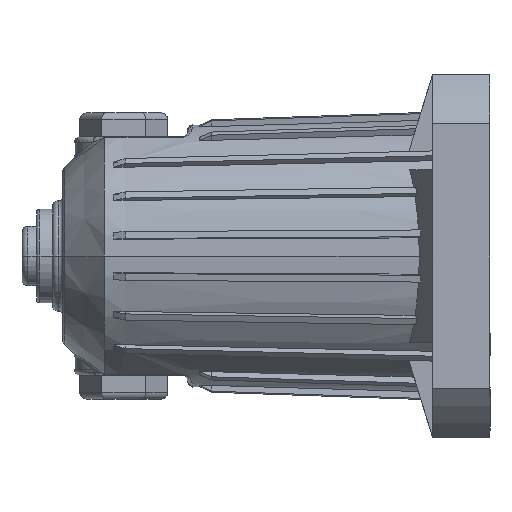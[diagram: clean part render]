
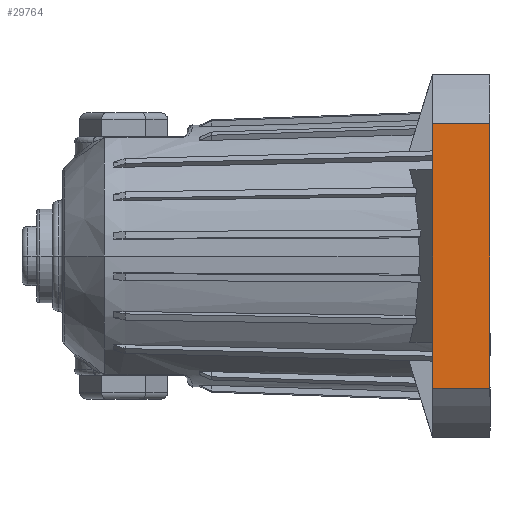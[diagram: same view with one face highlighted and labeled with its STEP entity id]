
A CAD part, front view. The second image highlights one B-rep face of the part: STEP entity #29764.
In plain terms, the highlighted planar face has unit normal (0, -1, 0).
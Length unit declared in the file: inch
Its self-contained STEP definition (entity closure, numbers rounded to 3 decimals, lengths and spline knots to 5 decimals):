
#413 = VECTOR ( 'NONE', #113117, 39.37008 ) ;
#3683 = CARTESIAN_POINT ( 'NONE',  ( 2.24, -9.25421, 1.91621 ) ) ;
#5289 = PLANE ( 'NONE',  #111222 ) ;
#5319 = VERTEX_POINT ( 'NONE', #28654 ) ;
#7385 = VECTOR ( 'NONE', #126098, 39.37008 ) ;
#13411 = ORIENTED_EDGE ( 'NONE', *, *, #52422, .F. ) ;
#19198 = VECTOR ( 'NONE', #48784, 39.37008 ) ;
#20235 = VECTOR ( 'NONE', #21381, 39.37008 ) ;
#21381 = DIRECTION ( 'NONE',  ( -1., 0., 0. ) ) ;
#22075 = EDGE_CURVE ( 'NONE', #111132, #88193, #73274, .T. ) ;
#23854 = CARTESIAN_POINT ( 'NONE',  ( 3.07, -9.25421, -1.91621 ) ) ;
#28654 = CARTESIAN_POINT ( 'NONE',  ( 3.07, -9.25421, 1.91621 ) ) ;
#29764 = ADVANCED_FACE ( 'NONE', ( #140316 ), #5289, .F. ) ;
#30955 = DIRECTION ( 'NONE',  ( 0., 0., -1. ) ) ;
#33142 = EDGE_CURVE ( 'NONE', #110476, #111132, #116145, .T. ) ;
#33753 = VECTOR ( 'NONE', #30955, 39.37008 ) ;
#39869 = CARTESIAN_POINT ( 'NONE',  ( 3.07, -9.25421, -1.91621 ) ) ;
#40131 = CARTESIAN_POINT ( 'NONE',  ( 2.24, -9.25421, -1.91621 ) ) ;
#44118 = VERTEX_POINT ( 'NONE', #39869 ) ;
#45408 = VERTEX_POINT ( 'NONE', #40131 ) ;
#46067 = ORIENTED_EDGE ( 'NONE', *, *, #22075, .T. ) ;
#46281 = VECTOR ( 'NONE', #65424, 39.37008 ) ;
#46328 = CARTESIAN_POINT ( 'NONE',  ( 3.07, -9.25421, 1.91621 ) ) ;
#46966 = CARTESIAN_POINT ( 'NONE',  ( 2.24, -9.25421, 1.91621 ) ) ;
#47079 = EDGE_LOOP ( 'NONE', ( #63528, #46067, #54332, #114079, #13411, #94350 ) ) ;
#48784 = DIRECTION ( 'NONE',  ( -1., 0., 0. ) ) ;
#52171 = LINE ( 'NONE', #23854, #19198 ) ;
#52422 = EDGE_CURVE ( 'NONE', #5319, #44118, #132735, .T. ) ;
#53389 = EDGE_CURVE ( 'NONE', #88193, #45408, #132297, .T. ) ;
#54332 = ORIENTED_EDGE ( 'NONE', *, *, #53389, .T. ) ;
#63528 = ORIENTED_EDGE ( 'NONE', *, *, #33142, .T. ) ;
#64286 = CARTESIAN_POINT ( 'NONE',  ( 2.24, -9.25421, 1.25 ) ) ;
#65424 = DIRECTION ( 'NONE',  ( 0., 0., -1. ) ) ;
#67579 = CARTESIAN_POINT ( 'NONE',  ( 3.07, -9.25421, 1.91621 ) ) ;
#73274 = LINE ( 'NONE', #64286, #7385 ) ;
#75667 = CARTESIAN_POINT ( 'NONE',  ( 2.24, -9.25421, 1.91621 ) ) ;
#80048 = DIRECTION ( 'NONE',  ( -1., 0., 0. ) ) ;
#80295 = CARTESIAN_POINT ( 'NONE',  ( 3.07, -9.25421, 1.91621 ) ) ;
#88193 = VERTEX_POINT ( 'NONE', #97791 ) ;
#90028 = LINE ( 'NONE', #46328, #20235 ) ;
#94350 = ORIENTED_EDGE ( 'NONE', *, *, #113763, .T. ) ;
#97601 = CARTESIAN_POINT ( 'NONE',  ( 2.24, -9.25421, 1.25 ) ) ;
#97791 = CARTESIAN_POINT ( 'NONE',  ( 2.24, -9.25421, -1.25 ) ) ;
#101162 = EDGE_CURVE ( 'NONE', #44118, #45408, #52171, .T. ) ;
#110476 = VERTEX_POINT ( 'NONE', #46966 ) ;
#111132 = VERTEX_POINT ( 'NONE', #97601 ) ;
#111222 = AXIS2_PLACEMENT_3D ( 'NONE', #67579, #154287, #80048 ) ;
#113117 = DIRECTION ( 'NONE',  ( 0., 0., -1. ) ) ;
#113763 = EDGE_CURVE ( 'NONE', #5319, #110476, #90028, .T. ) ;
#114079 = ORIENTED_EDGE ( 'NONE', *, *, #101162, .F. ) ;
#116145 = LINE ( 'NONE', #3683, #46281 ) ;
#126098 = DIRECTION ( 'NONE',  ( 0., 0., -1. ) ) ;
#132297 = LINE ( 'NONE', #75667, #413 ) ;
#132735 = LINE ( 'NONE', #80295, #33753 ) ;
#140316 = FACE_OUTER_BOUND ( 'NONE', #47079, .T. ) ;
#154287 = DIRECTION ( 'NONE',  ( 0., 1., 0. ) ) ;
